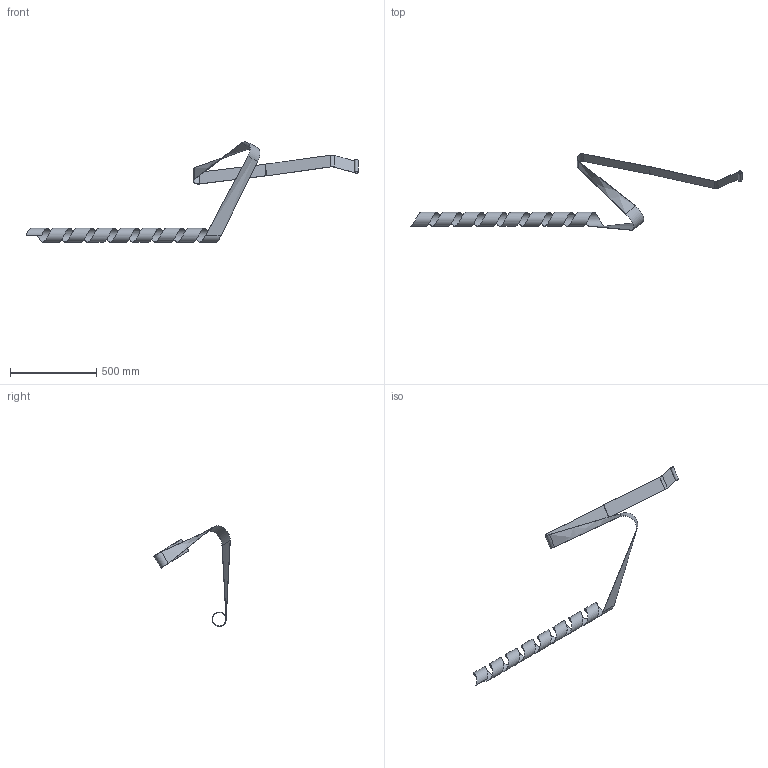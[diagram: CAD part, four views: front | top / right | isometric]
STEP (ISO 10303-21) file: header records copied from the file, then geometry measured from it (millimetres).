
FILE_DESCRIPTION (( 'STEP AP214' ), '1' );
FILE_NAME ('Weihnachten_2014.STEP', '2014-12-22T23:57:22', ( '' ), ( '' ), 'SwSTEP 2.0', 'SolidWorks 2013', '' );
FILE_SCHEMA (( 'AUTOMOTIVE_DESIGN' ));
Length unit declared in the file: millimetre
Products named in the file (1): Weihnachten_2014
Bounding box: 1922.76 x 443.38 x 582.18 mm (x, y, z)
Volume: 339854.6 mm3; surface area: 701502.3 mm2
Topology: 3 solids, 3 shells, 38 faces, 90 edges, 58 vertices
Faces by surface type: plane 16, bspline 12, cylinder 10
Entity records: 6372 total; most frequent: CARTESIAN_POINT 5485, ORIENTED_EDGE 180, DIRECTION 150, EDGE_CURVE 90, VERTEX_POINT 58, VECTOR 56, LINE 56, AXIS2_PLACEMENT_3D 47
